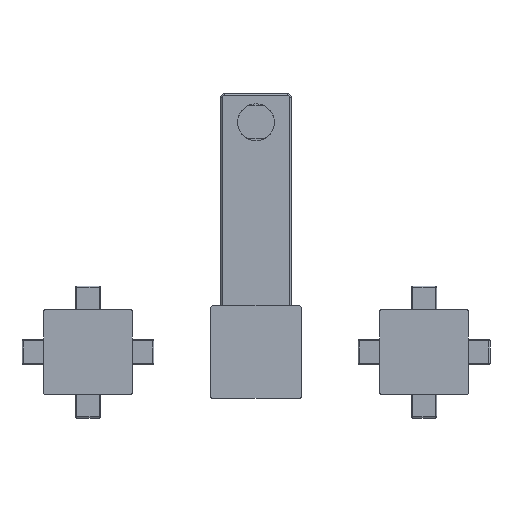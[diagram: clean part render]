
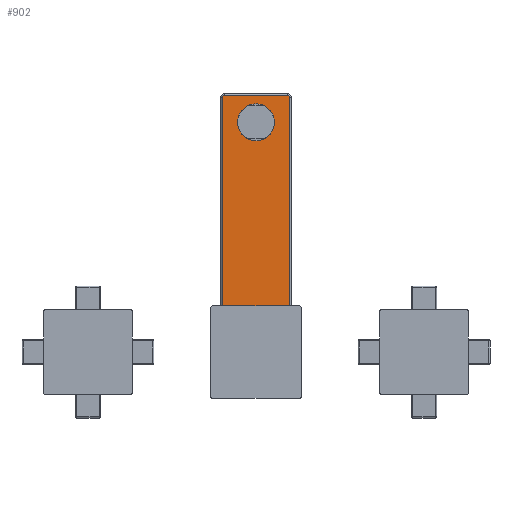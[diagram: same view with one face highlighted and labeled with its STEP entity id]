
A CAD part, front view. The second image highlights one B-rep face of the part: STEP entity #902.
In plain terms, the highlighted planar face has unit normal (0, -1, 0).
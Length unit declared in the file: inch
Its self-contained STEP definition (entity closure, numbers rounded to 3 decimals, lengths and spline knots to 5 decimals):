
#6=DIRECTION('',(-1.,0.,0.));
#7=VECTOR('',#6,1.59);
#8=CARTESIAN_POINT('',(0.795,2.806,0.62325));
#9=LINE('',#8,#7);
#10=CARTESIAN_POINT('',(-0.755,2.806,6.06675));
#11=DIRECTION('',(0.,1.,0.));
#12=DIRECTION('',(-1.,0.,0.));
#13=AXIS2_PLACEMENT_3D('',#10,#11,#12);
#15=CARTESIAN_POINT('',(0.755,2.806,6.06675));
#16=DIRECTION('',(0.,1.,0.));
#17=DIRECTION('',(0.,0.,1.));
#18=AXIS2_PLACEMENT_3D('',#15,#16,#17);
#20=CARTESIAN_POINT('',(0.,2.806,5.47175));
#21=DIRECTION('',(0.,-1.,0.));
#22=DIRECTION('',(1.,0.,0.));
#23=AXIS2_PLACEMENT_3D('',#20,#21,#22);
#25=CARTESIAN_POINT('',(0.,2.806,5.47175));
#26=DIRECTION('',(0.,-1.,0.));
#27=DIRECTION('',(-1.,0.,0.));
#28=AXIS2_PLACEMENT_3D('',#25,#26,#27);
#30=DIRECTION('',(0.,0.,-1.));
#31=VECTOR('',#30,5.4435);
#32=CARTESIAN_POINT('',(-0.795,2.806,6.06675));
#33=LINE('',#32,#31);
#307=DIRECTION('',(0.,0.,1.));
#308=VECTOR('',#307,5.4435);
#309=CARTESIAN_POINT('',(0.795,2.806,0.62325));
#310=LINE('',#309,#308);
#321=DIRECTION('',(-1.,0.,0.));
#322=VECTOR('',#321,1.51);
#323=CARTESIAN_POINT('',(0.755,2.806,6.10675));
#324=LINE('',#323,#322);
#668=CARTESIAN_POINT('',(-0.795,2.806,0.62325));
#670=VERTEX_POINT('',#668);
#675=CARTESIAN_POINT('',(0.795,2.806,0.62325));
#676=VERTEX_POINT('',#675);
#679=CARTESIAN_POINT('',(-0.795,2.806,6.06675));
#680=CARTESIAN_POINT('',(-0.755,2.806,6.10675));
#681=VERTEX_POINT('',#679);
#682=VERTEX_POINT('',#680);
#683=CARTESIAN_POINT('',(0.755,2.806,6.10675));
#684=CARTESIAN_POINT('',(0.795,2.806,6.06675));
#685=VERTEX_POINT('',#683);
#686=VERTEX_POINT('',#684);
#687=CARTESIAN_POINT('',(0.4375,2.806,5.47175));
#688=CARTESIAN_POINT('',(-0.4375,2.806,5.47175));
#689=VERTEX_POINT('',#687);
#690=VERTEX_POINT('',#688);
#878=CARTESIAN_POINT('',(0.,2.806,3.365));
#879=DIRECTION('',(0.,1.,0.));
#880=DIRECTION('',(0.,0.,-1.));
#881=AXIS2_PLACEMENT_3D('',#878,#879,#880);
#882=PLANE('',#881);
#883=ORIENTED_EDGE('',*,*,#868,.T.);
#885=ORIENTED_EDGE('',*,*,#884,.F.);
#887=ORIENTED_EDGE('',*,*,#886,.T.);
#889=ORIENTED_EDGE('',*,*,#888,.F.);
#891=ORIENTED_EDGE('',*,*,#890,.T.);
#893=ORIENTED_EDGE('',*,*,#892,.F.);
#894=EDGE_LOOP('',(#883,#885,#887,#889,#891,#893));
#895=FACE_OUTER_BOUND('',#894,.F.);
#897=ORIENTED_EDGE('',*,*,#896,.T.);
#899=ORIENTED_EDGE('',*,*,#898,.T.);
#900=EDGE_LOOP('',(#897,#899));
#901=FACE_BOUND('',#900,.F.);
#902=ADVANCED_FACE('',(#895,#901),#882,.F.);
#14=CIRCLE('',#13,0.04);
#19=CIRCLE('',#18,0.04);
#24=CIRCLE('',#23,0.4375);
#29=CIRCLE('',#28,0.4375);
#868=EDGE_CURVE('',#676,#670,#9,.T.);
#884=EDGE_CURVE('',#681,#670,#33,.T.);
#886=EDGE_CURVE('',#681,#682,#14,.T.);
#888=EDGE_CURVE('',#685,#682,#324,.T.);
#890=EDGE_CURVE('',#685,#686,#19,.T.);
#892=EDGE_CURVE('',#676,#686,#310,.T.);
#896=EDGE_CURVE('',#689,#690,#24,.T.);
#898=EDGE_CURVE('',#690,#689,#29,.T.);
